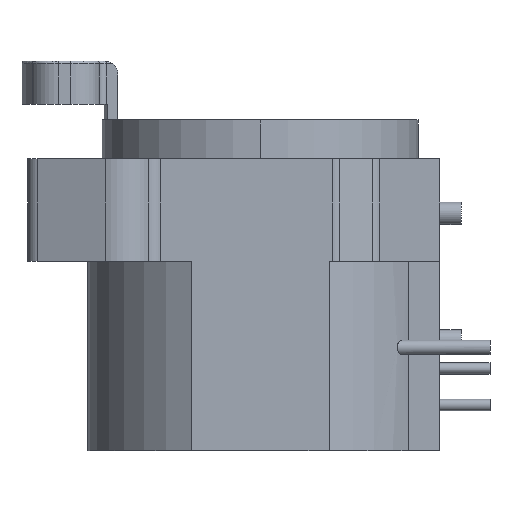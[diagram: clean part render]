
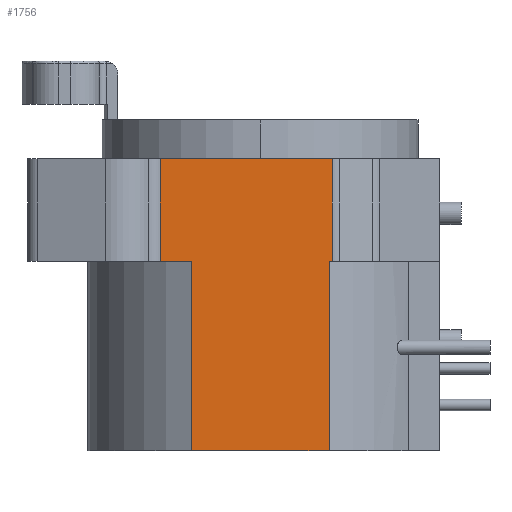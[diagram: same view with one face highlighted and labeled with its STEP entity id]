
A CAD part, left-side view. The second image highlights one B-rep face of the part: STEP entity #1756.
In plain terms, the highlighted planar face has unit normal (-1, 0, 0).
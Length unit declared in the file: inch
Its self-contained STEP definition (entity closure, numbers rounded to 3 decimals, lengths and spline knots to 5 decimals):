
#17 = LINE ( 'NONE', #1349, #2095 ) ;
#69 = CARTESIAN_POINT ( 'NONE',  ( -0.43307, 0., 0. ) ) ;
#74 = EDGE_CURVE ( 'NONE', #3108, #1427, #2048, .T. ) ;
#89 = VECTOR ( 'NONE', #3031, 39.37008 ) ;
#181 = VERTEX_POINT ( 'NONE', #2674 ) ;
#202 = CARTESIAN_POINT ( 'NONE',  ( -0.43307, -0.18881, -0.80118 ) ) ;
#219 = VECTOR ( 'NONE', #1710, 39.37008 ) ;
#229 = CARTESIAN_POINT ( 'NONE',  ( -0.43307, -0.19795, -0.80118 ) ) ;
#340 = VERTEX_POINT ( 'NONE', #1891 ) ;
#418 = ORIENTED_EDGE ( 'NONE', *, *, #74, .T. ) ;
#426 = EDGE_CURVE ( 'NONE', #506, #181, #2668, .T. ) ;
#506 = VERTEX_POINT ( 'NONE', #2408 ) ;
#560 = ORIENTED_EDGE ( 'NONE', *, *, #426, .F. ) ;
#724 = CARTESIAN_POINT ( 'NONE',  ( -0.43307, 0.18881, 0. ) ) ;
#812 = EDGE_CURVE ( 'NONE', #986, #506, #1038, .T. ) ;
#841 = VERTEX_POINT ( 'NONE', #3013 ) ;
#908 = DIRECTION ( 'NONE',  ( 0., 1., 0. ) ) ;
#930 = EDGE_LOOP ( 'NONE', ( #2826, #418, #4174, #1532, #2103, #1350, #2156, #560, #3779 ) ) ;
#962 = LINE ( 'NONE', #2648, #2603 ) ;
#982 = VECTOR ( 'NONE', #3882, 39.37008 ) ;
#986 = VERTEX_POINT ( 'NONE', #4099 ) ;
#1025 = CARTESIAN_POINT ( 'NONE',  ( -0.43307, 0., -0.2815 ) ) ;
#1030 = LINE ( 'NONE', #1654, #3633 ) ;
#1038 = LINE ( 'NONE', #2968, #89 ) ;
#1342 = EDGE_CURVE ( 'NONE', #340, #1833, #1030, .T. ) ;
#1349 = CARTESIAN_POINT ( 'NONE',  ( -0.43307, -0.18881, 0. ) ) ;
#1350 = ORIENTED_EDGE ( 'NONE', *, *, #4307, .F. ) ;
#1403 = EDGE_CURVE ( 'NONE', #841, #340, #3700, .T. ) ;
#1427 = VERTEX_POINT ( 'NONE', #4156 ) ;
#1532 = ORIENTED_EDGE ( 'NONE', *, *, #1342, .F. ) ;
#1651 = FACE_OUTER_BOUND ( 'NONE', #930, .T. ) ;
#1654 = CARTESIAN_POINT ( 'NONE',  ( -0.43307, -0.19795, -0.2815 ) ) ;
#1682 = VECTOR ( 'NONE', #2051, 39.37008 ) ;
#1710 = DIRECTION ( 'NONE',  ( 0., 1., 0. ) ) ;
#1756 = ADVANCED_FACE ( 'NONE', ( #1651 ), #2649, .F. ) ;
#1822 = CARTESIAN_POINT ( 'NONE',  ( -0.43307, 0.27464, -0.2815 ) ) ;
#1833 = VERTEX_POINT ( 'NONE', #1822 ) ;
#1891 = CARTESIAN_POINT ( 'NONE',  ( -0.43307, 0.18881, -0.2815 ) ) ;
#2048 = LINE ( 'NONE', #69, #2235 ) ;
#2051 = DIRECTION ( 'NONE',  ( 0., 0., 1. ) ) ;
#2072 = DIRECTION ( 'NONE',  ( 0., 1., 0. ) ) ;
#2095 = VECTOR ( 'NONE', #2665, 39.37008 ) ;
#2103 = ORIENTED_EDGE ( 'NONE', *, *, #1403, .F. ) ;
#2143 = CARTESIAN_POINT ( 'NONE',  ( -0.43307, 0.27464, 0. ) ) ;
#2156 = ORIENTED_EDGE ( 'NONE', *, *, #4131, .F. ) ;
#2235 = VECTOR ( 'NONE', #3697, 39.37008 ) ;
#2408 = CARTESIAN_POINT ( 'NONE',  ( -0.43307, -0.19795, -0.2815 ) ) ;
#2603 = VECTOR ( 'NONE', #4293, 39.37008 ) ;
#2648 = CARTESIAN_POINT ( 'NONE',  ( -0.43307, 0., 0. ) ) ;
#2649 = PLANE ( 'NONE',  #3073 ) ;
#2665 = DIRECTION ( 'NONE',  ( 0., 0., -1. ) ) ;
#2668 = LINE ( 'NONE', #1025, #219 ) ;
#2674 = CARTESIAN_POINT ( 'NONE',  ( -0.43307, -0.18881, -0.2815 ) ) ;
#2816 = CARTESIAN_POINT ( 'NONE',  ( -0.43307, 0., 0. ) ) ;
#2824 = EDGE_CURVE ( 'NONE', #986, #3108, #962, .T. ) ;
#2826 = ORIENTED_EDGE ( 'NONE', *, *, #2824, .T. ) ;
#2829 = LINE ( 'NONE', #2143, #982 ) ;
#2956 = CARTESIAN_POINT ( 'NONE',  ( -0.43307, -0.19795, 0. ) ) ;
#2968 = CARTESIAN_POINT ( 'NONE',  ( -0.43307, -0.19795, 0. ) ) ;
#3013 = CARTESIAN_POINT ( 'NONE',  ( -0.43307, 0.18881, -0.80118 ) ) ;
#3031 = DIRECTION ( 'NONE',  ( 0., 0., -1. ) ) ;
#3073 = AXIS2_PLACEMENT_3D ( 'NONE', #2956, #3634, #3281 ) ;
#3108 = VERTEX_POINT ( 'NONE', #2816 ) ;
#3281 = DIRECTION ( 'NONE',  ( 0., 0., -1. ) ) ;
#3486 = VERTEX_POINT ( 'NONE', #202 ) ;
#3521 = EDGE_CURVE ( 'NONE', #1833, #1427, #2829, .T. ) ;
#3633 = VECTOR ( 'NONE', #2072, 39.37008 ) ;
#3634 = DIRECTION ( 'NONE',  ( 1., 0., 0. ) ) ;
#3697 = DIRECTION ( 'NONE',  ( 0., 1., 0. ) ) ;
#3700 = LINE ( 'NONE', #724, #1682 ) ;
#3779 = ORIENTED_EDGE ( 'NONE', *, *, #812, .F. ) ;
#3882 = DIRECTION ( 'NONE',  ( 0., 0., 1. ) ) ;
#3883 = LINE ( 'NONE', #229, #3901 ) ;
#3901 = VECTOR ( 'NONE', #908, 39.37008 ) ;
#4099 = CARTESIAN_POINT ( 'NONE',  ( -0.43307, -0.19795, 0. ) ) ;
#4131 = EDGE_CURVE ( 'NONE', #181, #3486, #17, .T. ) ;
#4156 = CARTESIAN_POINT ( 'NONE',  ( -0.43307, 0.27464, 0. ) ) ;
#4174 = ORIENTED_EDGE ( 'NONE', *, *, #3521, .F. ) ;
#4293 = DIRECTION ( 'NONE',  ( 0., 1., 0. ) ) ;
#4307 = EDGE_CURVE ( 'NONE', #3486, #841, #3883, .T. ) ;
